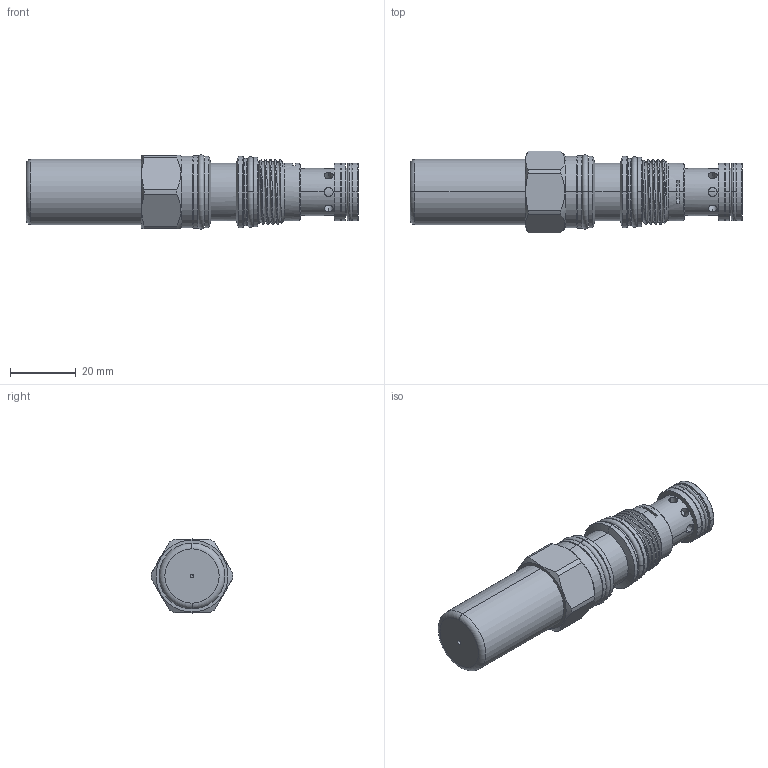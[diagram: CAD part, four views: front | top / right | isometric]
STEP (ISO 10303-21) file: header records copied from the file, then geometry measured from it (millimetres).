
FILE_DESCRIPTION (( 'STEP AP203' ), '1' );
FILE_NAME ('RV11A30-C.STEP', '2016-08-08T06:49:34', ( '' ), ( '' ), 'SwSTEP 2.0', 'SolidWorks 2012', '' );
FILE_SCHEMA (( 'CONFIG_CONTROL_DESIGN' ));
Length unit declared in the file: millimetre
Products named in the file (1): RV11A30-C
Bounding box: 100.76 x 24.79 x 22.55 mm (x, y, z)
Volume: 29320.7 mm3; surface area: 10385.8 mm2
Topology: 4 solids, 4 shells, 169 faces, 388 edges, 244 vertices
Faces by surface type: cylinder 96, plane 28, cone 28, torus 16, bspline 1
Entity records: 7302 total; most frequent: CARTESIAN_POINT 3455, DIRECTION 802, ORIENTED_EDGE 772, EDGE_CURVE 386, AXIS2_PLACEMENT_3D 340, VERTEX_POINT 244, EDGE_LOOP 194, CIRCLE 171
